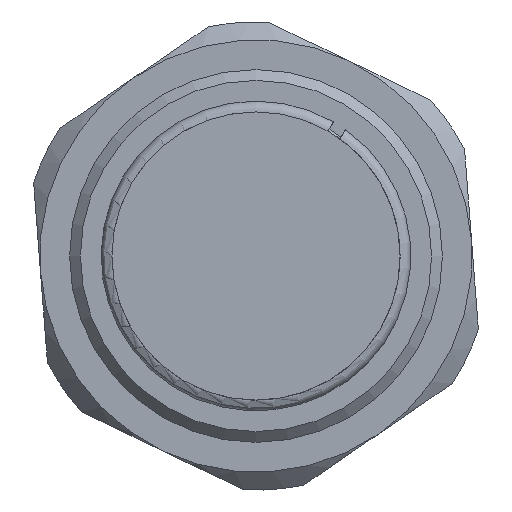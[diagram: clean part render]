
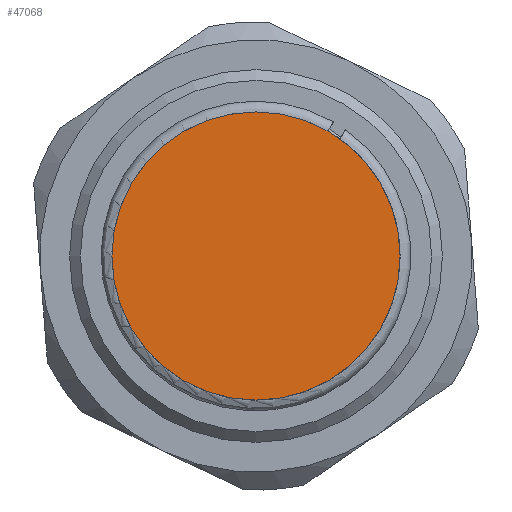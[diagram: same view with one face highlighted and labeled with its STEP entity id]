
A CAD part, left-side view. The second image highlights one B-rep face of the part: STEP entity #47068.
In plain terms, the highlighted planar face has unit normal (-1, 0, 0).
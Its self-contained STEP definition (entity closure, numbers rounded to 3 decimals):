
#47052=CARTESIAN_POINT('',(0.,3.5,0.0));
#47053=DIRECTION('',(-1.0,0.0,0.0));
#47054=DIRECTION('',(0.0,0.0,1.0));
#47055=AXIS2_PLACEMENT_3D('',#47052,#47053,#47054);
#47056=PLANE('',#47055);
#47057=CARTESIAN_POINT('',(0.,4.0,0.0));
#47058=VERTEX_POINT('',#47057);
#47059=CARTESIAN_POINT('',(0.0,0.0,0.0));
#47060=DIRECTION('',(1.0,0.0,0.0));
#47061=DIRECTION('',(0.0,1.0,0.0));
#47062=AXIS2_PLACEMENT_3D('',#47059,#47060,#47061);
#47063=CIRCLE('',#47062,4.0);
#47064=EDGE_CURVE('',#47058,#47058,#47063,.T.);
#47065=ORIENTED_EDGE('',*,*,#47064,.F.);
#47066=EDGE_LOOP('',(#47065));
#47067=FACE_OUTER_BOUND('',#47066,.T.);
#47068=ADVANCED_FACE('',(#47067),#47056,.T.);
